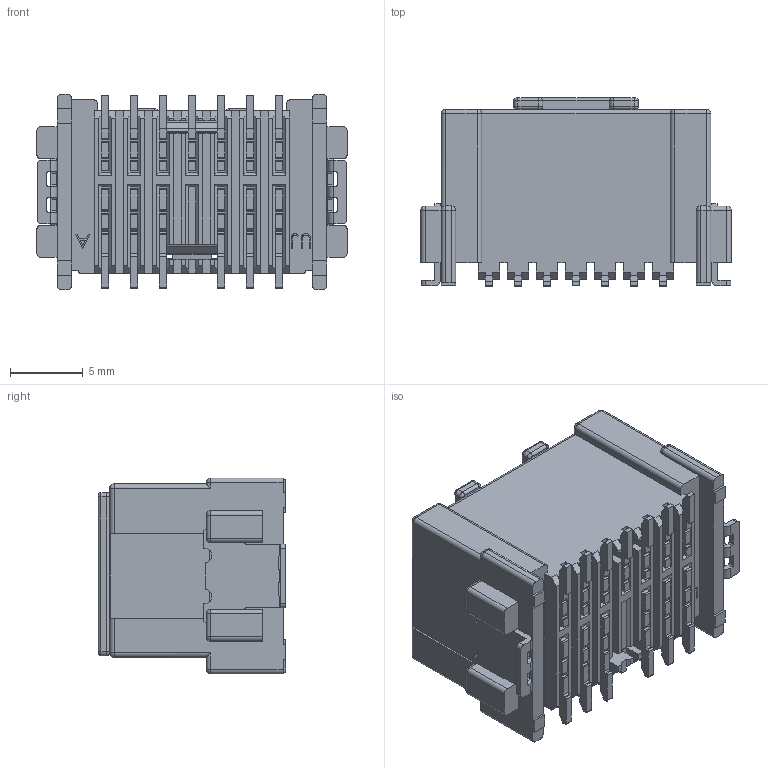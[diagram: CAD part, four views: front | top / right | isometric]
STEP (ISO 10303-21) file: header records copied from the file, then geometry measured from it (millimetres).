
FILE_DESCRIPTION (( 'STEP AP214' ), '1' );
FILE_NAME ('C_020_D_C_TR_SMT_13M_V_ASSY_(A)_Rev.1.STEP', '2022-09-23T10:31:05', ( 'jkhwang' ), ( '' ), 'SwSTEP 2.0', 'SolidWorks 2020', '' );
FILE_SCHEMA (( 'AUTOMOTIVE_DESIGN' ));
Length unit declared in the file: millimetre
Products named in the file (1): C_020_D_C_TR_SMT_13M_V_ASSY_(A)_Rev.1
Bounding box: 21.4 x 12.95 x 13.5 mm (x, y, z)
Volume: 1175.2 mm3; surface area: 2708.3 mm2
Topology: 2 solids, 2 shells, 1411 faces, 3839 edges, 2383 vertices
Faces by surface type: plane 778, cylinder 448, torus 70, sphere 42, bspline 37, cone 36
Entity records: 61357 total; most frequent: CARTESIAN_POINT 10666, ORIENTED_EDGE 7562, DIRECTION 7057, EDGE_CURVE 3781, VECTOR 2697, LINE 2697, VERTEX_POINT 2383, AXIS2_PLACEMENT_3D 2180
